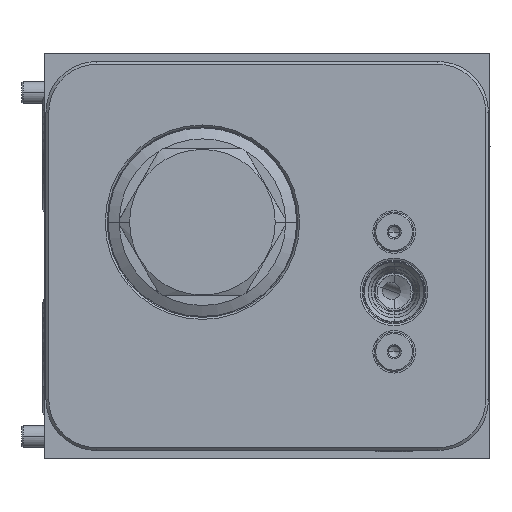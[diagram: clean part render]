
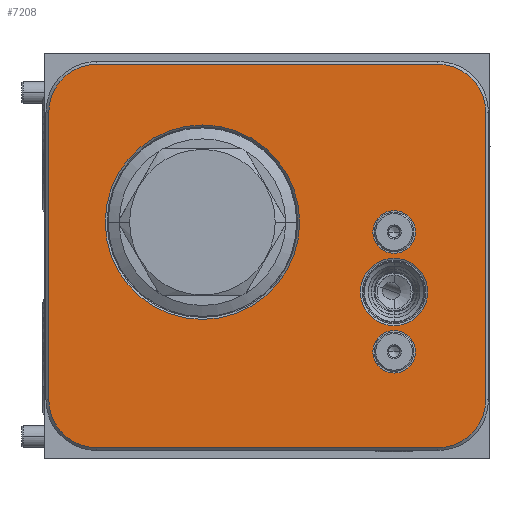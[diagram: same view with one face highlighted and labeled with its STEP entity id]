
A CAD part, front view. The second image highlights one B-rep face of the part: STEP entity #7208.
In plain terms, the highlighted planar face has unit normal (0, -1, 0).
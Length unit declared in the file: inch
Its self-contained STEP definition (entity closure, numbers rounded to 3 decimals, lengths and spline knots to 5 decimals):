
#57=CARTESIAN_POINT('',(4.359,-11.688,0.656));
#58=DIRECTION('',(0.,1.,0.));
#59=DIRECTION('',(1.,0.,0.));
#60=AXIS2_PLACEMENT_3D('',#57,#58,#59);
#71=CARTESIAN_POINT('',(1.75,-11.688,2.625));
#72=DIRECTION('',(0.,1.,0.));
#73=DIRECTION('',(0.,0.,-1.));
#74=AXIS2_PLACEMENT_3D('',#71,#72,#73);
#76=CARTESIAN_POINT('',(1.75,-11.688,2.625));
#77=DIRECTION('',(0.,1.,0.));
#78=DIRECTION('',(0.,0.,1.));
#79=AXIS2_PLACEMENT_3D('',#76,#77,#78);
#81=CARTESIAN_POINT('',(3.875,-11.688,1.852));
#82=DIRECTION('',(0.,1.,0.));
#83=DIRECTION('',(0.,0.,-1.));
#84=AXIS2_PLACEMENT_3D('',#81,#82,#83);
#86=CARTESIAN_POINT('',(3.875,-11.688,1.852));
#87=DIRECTION('',(0.,1.,0.));
#88=DIRECTION('',(0.,0.,1.));
#89=AXIS2_PLACEMENT_3D('',#86,#87,#88);
#91=CARTESIAN_POINT('',(3.875,-11.688,1.188));
#92=DIRECTION('',(0.,1.,0.));
#93=DIRECTION('',(0.,0.,-1.));
#94=AXIS2_PLACEMENT_3D('',#91,#92,#93);
#96=CARTESIAN_POINT('',(3.875,-11.688,1.188));
#97=DIRECTION('',(0.,1.,0.));
#98=DIRECTION('',(0.,0.,1.));
#99=AXIS2_PLACEMENT_3D('',#96,#97,#98);
#101=CARTESIAN_POINT('',(3.875,-11.688,2.516));
#102=DIRECTION('',(0.,1.,0.));
#103=DIRECTION('',(0.,0.,-1.));
#104=AXIS2_PLACEMENT_3D('',#101,#102,#103);
#106=CARTESIAN_POINT('',(3.875,-11.688,2.516));
#107=DIRECTION('',(0.,1.,0.));
#108=DIRECTION('',(0.,0.,1.));
#109=AXIS2_PLACEMENT_3D('',#106,#107,#108);
#4397=DIRECTION('',(-1.,0.,0.));
#4398=VECTOR('',#4397,3.781);
#4399=CARTESIAN_POINT('',(4.359,-11.688,0.125));
#4400=LINE('',#4399,#4398);
#4409=CARTESIAN_POINT('',(0.578,-11.688,0.656));
#4410=DIRECTION('',(0.,1.,0.));
#4411=DIRECTION('',(0.,0.,-1.));
#4412=AXIS2_PLACEMENT_3D('',#4409,#4410,#4411);
#4435=DIRECTION('',(0.,0.,1.));
#4436=VECTOR('',#4435,3.188);
#4437=CARTESIAN_POINT('',(0.047,-11.688,0.656));
#4438=LINE('',#4437,#4436);
#4443=CARTESIAN_POINT('',(0.578,-11.688,3.844));
#4444=DIRECTION('',(0.,1.,0.));
#4445=DIRECTION('',(-1.,0.,0.));
#4446=AXIS2_PLACEMENT_3D('',#4443,#4444,#4445);
#4465=DIRECTION('',(1.,0.,0.));
#4466=VECTOR('',#4465,3.781);
#4467=CARTESIAN_POINT('',(0.578,-11.688,4.375));
#4468=LINE('',#4467,#4466);
#4477=CARTESIAN_POINT('',(4.359,-11.688,3.844));
#4478=DIRECTION('',(0.,1.,0.));
#4479=DIRECTION('',(0.,0.,1.));
#4480=AXIS2_PLACEMENT_3D('',#4477,#4478,#4479);
#4499=DIRECTION('',(0.,0.,-1.));
#4500=VECTOR('',#4499,3.188);
#4501=CARTESIAN_POINT('',(4.89,-11.688,3.844));
#4502=LINE('',#4501,#4500);
#6564=CARTESIAN_POINT('',(1.75,-11.688,1.547));
#6565=CARTESIAN_POINT('',(1.75,-11.688,3.703));
#6566=VERTEX_POINT('',#6564);
#6567=VERTEX_POINT('',#6565);
#6608=CARTESIAN_POINT('',(0.047,-11.688,0.656));
#6609=CARTESIAN_POINT('',(0.047,-11.688,3.844));
#6610=VERTEX_POINT('',#6608);
#6611=VERTEX_POINT('',#6609);
#6616=CARTESIAN_POINT('',(0.578,-11.688,4.375));
#6617=VERTEX_POINT('',#6616);
#6620=CARTESIAN_POINT('',(4.359,-11.688,4.375));
#6621=VERTEX_POINT('',#6620);
#6624=CARTESIAN_POINT('',(4.89,-11.688,3.844));
#6625=VERTEX_POINT('',#6624);
#6628=CARTESIAN_POINT('',(4.89,-11.688,0.656));
#6629=VERTEX_POINT('',#6628);
#6632=CARTESIAN_POINT('',(4.359,-11.688,0.125));
#6633=VERTEX_POINT('',#6632);
#6636=CARTESIAN_POINT('',(0.578,-11.688,0.125));
#6637=VERTEX_POINT('',#6636);
#6696=CARTESIAN_POINT('',(3.875,-11.688,1.47844));
#6697=CARTESIAN_POINT('',(3.875,-11.688,2.22556));
#6698=VERTEX_POINT('',#6696);
#6699=VERTEX_POINT('',#6697);
#6738=CARTESIAN_POINT('',(3.875,-11.688,0.952));
#6739=CARTESIAN_POINT('',(3.875,-11.688,1.424));
#6740=VERTEX_POINT('',#6738);
#6741=VERTEX_POINT('',#6739);
#6774=CARTESIAN_POINT('',(3.875,-11.688,2.28));
#6775=CARTESIAN_POINT('',(3.875,-11.688,2.752));
#6776=VERTEX_POINT('',#6774);
#6777=VERTEX_POINT('',#6775);
#7162=CARTESIAN_POINT('',(0.,-11.688,0.));
#7163=DIRECTION('',(0.,-1.,0.));
#7164=DIRECTION('',(1.,0.,0.));
#7165=AXIS2_PLACEMENT_3D('',#7162,#7163,#7164);
#7166=PLANE('',#7165);
#7167=ORIENTED_EDGE('',*,*,#7152,.T.);
#7169=ORIENTED_EDGE('',*,*,#7168,.T.);
#7171=ORIENTED_EDGE('',*,*,#7170,.T.);
#7173=ORIENTED_EDGE('',*,*,#7172,.T.);
#7175=ORIENTED_EDGE('',*,*,#7174,.T.);
#7177=ORIENTED_EDGE('',*,*,#7176,.T.);
#7179=ORIENTED_EDGE('',*,*,#7178,.T.);
#7181=ORIENTED_EDGE('',*,*,#7180,.T.);
#7182=EDGE_LOOP('',(#7167,#7169,#7171,#7173,#7175,#7177,#7179,#7181));
#7183=FACE_OUTER_BOUND('',#7182,.F.);
#7185=ORIENTED_EDGE('',*,*,#7184,.F.);
#7187=ORIENTED_EDGE('',*,*,#7186,.F.);
#7188=EDGE_LOOP('',(#7185,#7187));
#7189=FACE_BOUND('',#7188,.F.);
#7191=ORIENTED_EDGE('',*,*,#7190,.F.);
#7193=ORIENTED_EDGE('',*,*,#7192,.F.);
#7194=EDGE_LOOP('',(#7191,#7193));
#7195=FACE_BOUND('',#7194,.F.);
#7197=ORIENTED_EDGE('',*,*,#7196,.F.);
#7199=ORIENTED_EDGE('',*,*,#7198,.F.);
#7200=EDGE_LOOP('',(#7197,#7199));
#7201=FACE_BOUND('',#7200,.F.);
#7203=ORIENTED_EDGE('',*,*,#7202,.F.);
#7205=ORIENTED_EDGE('',*,*,#7204,.F.);
#7206=EDGE_LOOP('',(#7203,#7205));
#7207=FACE_BOUND('',#7206,.F.);
#7208=ADVANCED_FACE('',(#7183,#7189,#7195,#7201,#7207),#7166,.T.);
#61=CIRCLE('',#60,0.531);
#75=CIRCLE('',#74,1.078);
#80=CIRCLE('',#79,1.078);
#85=CIRCLE('',#84,0.37356);
#90=CIRCLE('',#89,0.37356);
#95=CIRCLE('',#94,0.236);
#100=CIRCLE('',#99,0.236);
#105=CIRCLE('',#104,0.236);
#110=CIRCLE('',#109,0.236);
#4413=CIRCLE('',#4412,0.531);
#4447=CIRCLE('',#4446,0.531);
#4481=CIRCLE('',#4480,0.531);
#7152=EDGE_CURVE('',#6629,#6633,#61,.T.);
#7168=EDGE_CURVE('',#6633,#6637,#4400,.T.);
#7170=EDGE_CURVE('',#6637,#6610,#4413,.T.);
#7172=EDGE_CURVE('',#6610,#6611,#4438,.T.);
#7174=EDGE_CURVE('',#6611,#6617,#4447,.T.);
#7176=EDGE_CURVE('',#6617,#6621,#4468,.T.);
#7178=EDGE_CURVE('',#6621,#6625,#4481,.T.);
#7180=EDGE_CURVE('',#6625,#6629,#4502,.T.);
#7184=EDGE_CURVE('',#6566,#6567,#75,.T.);
#7186=EDGE_CURVE('',#6567,#6566,#80,.T.);
#7190=EDGE_CURVE('',#6698,#6699,#85,.T.);
#7192=EDGE_CURVE('',#6699,#6698,#90,.T.);
#7196=EDGE_CURVE('',#6740,#6741,#95,.T.);
#7198=EDGE_CURVE('',#6741,#6740,#100,.T.);
#7202=EDGE_CURVE('',#6776,#6777,#105,.T.);
#7204=EDGE_CURVE('',#6777,#6776,#110,.T.);
